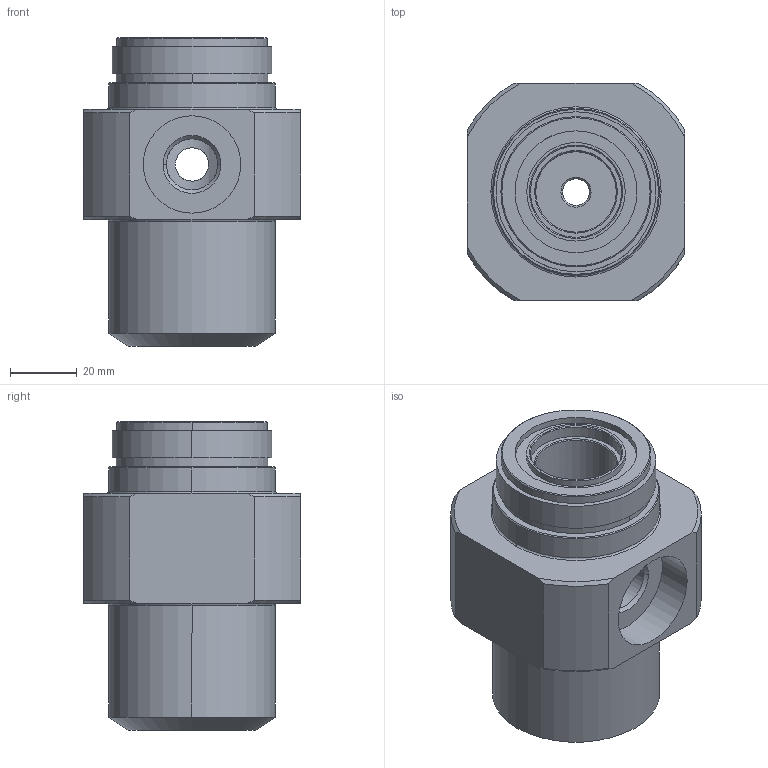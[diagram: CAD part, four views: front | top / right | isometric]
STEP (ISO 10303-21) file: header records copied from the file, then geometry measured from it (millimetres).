
FILE_DESCRIPTION(('CATIA V5 STEP Exchange','CAx-IF Rec.Pracs.--- Model Styling and Organization---1.4--- 2014-01-23','CAx-IF Rec.Pracs.---3D Tessellated Data Validation Properties---0.5---2014-09-14'),'2;1');
FILE_NAME('Corps de distribution inox.stp','2024-06-20T19:51:24+00:00',('none'),('none'),'CATIA Version 5-6 Release 2018 SP6','CATIA V5 STEP AP242','none');
FILE_SCHEMA(('AP242_MANAGED_MODEL_BASED_3D_ENGINEERING_MIM_LF {1 0 10303 442 1 1 4}'));
Length unit declared in the file: millimetre
Products named in the file (1): Part1
Bounding box: 65 x 65 x 92.5 mm (x, y, z)
Volume: 190698.2 mm3; surface area: 32407.9 mm2
Topology: 1 solids, 1 shells, 87 faces, 194 edges, 120 vertices
Faces by surface type: cylinder 36, cone 30, plane 17, torus 4
Entity records: 2324 total; most frequent: CARTESIAN_POINT 501, ORIENTED_EDGE 388, DIRECTION 302, EDGE_CURVE 194, AXIS2_PLACEMENT_3D 169, VERTEX_POINT 120, CIRCLE 104, EDGE_LOOP 104
